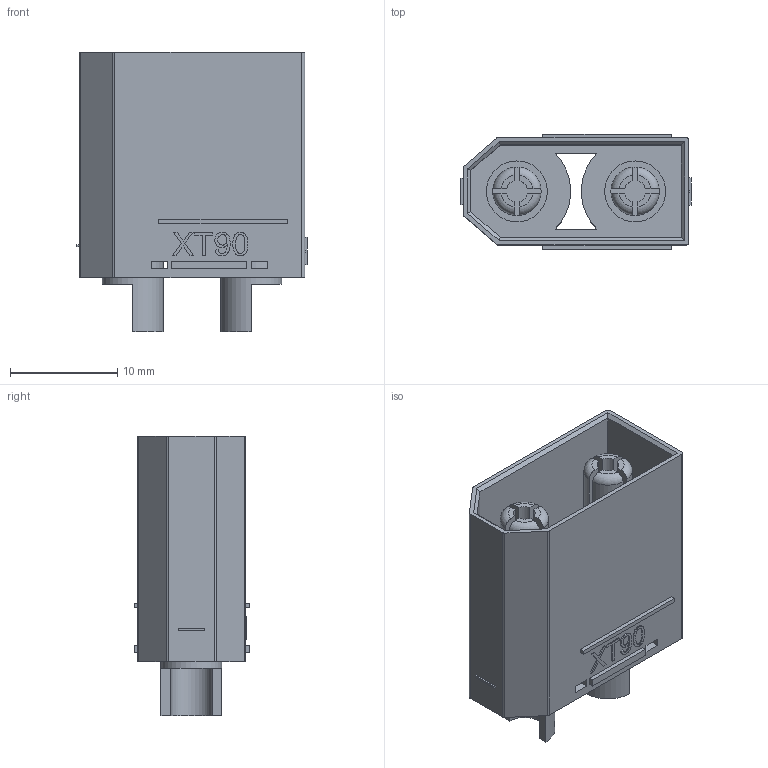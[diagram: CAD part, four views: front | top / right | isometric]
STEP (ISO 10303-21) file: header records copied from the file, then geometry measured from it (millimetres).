
FILE_DESCRIPTION(('FreeCAD Model'),'2;1');
FILE_NAME('XT90H-M.step','2020-09-12T14:36:27',('Author'),('') ,'Open CASCADE STEP processor 7.3','FreeCAD','Unknown');
FILE_SCHEMA(('AUTOMOTIVE_DESIGN { 1 0 10303 214 1 1 1 1 }'));
Length unit declared in the file: millimetre
Products named in the file (1): XT90_Male
Bounding box: 21.4 x 10.7 x 26 mm (x, y, z)
Volume: 1815.9 mm3; surface area: 4101.6 mm2
Topology: 3 solids, 3 shells, 231 faces, 1860 edges, 5348 vertices
Faces by surface type: plane 144, bspline 53, cylinder 26, torus 8
Full cylindrical faces by diameter (mm): 3.87 x2, 4.5 x2, 5.67 x4, 8.5 x2
Entity records: 33586 total; most frequent: CARTESIAN_POINT 12243, DIRECTION 3080, LINE 2122, VECTOR 2122, GEOMETRIC_CURVE_SET 1241, ORIENTED_EDGE 1240, PCURVE 1240, DEFINITIONAL_REPRESENTATION 1240
